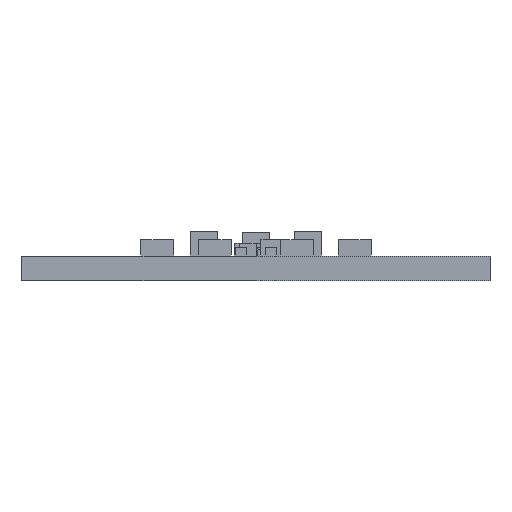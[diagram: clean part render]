
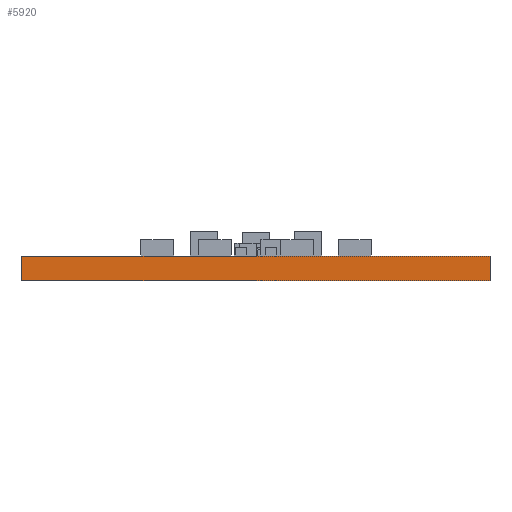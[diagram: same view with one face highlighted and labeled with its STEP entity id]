
A CAD part, front view. The second image highlights one B-rep face of the part: STEP entity #5920.
In plain terms, the highlighted planar face has unit normal (0, -1, 0).
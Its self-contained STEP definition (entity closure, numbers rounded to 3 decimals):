
#538=FACE_OUTER_BOUND('',#898,.T.);
#898=EDGE_LOOP('',(#5350,#5351,#5352,#5353));
#1322=LINE('',#8504,#2020);
#1731=LINE('',#9462,#2429);
#1736=LINE('',#9471,#2434);
#1737=LINE('',#9473,#2435);
#2020=VECTOR('',#6941,10.);
#2429=VECTOR('',#7824,10.);
#2434=VECTOR('',#7833,10.);
#2435=VECTOR('',#7836,10.);
#2656=VERTEX_POINT('',#8502);
#2657=VERTEX_POINT('',#8503);
#2968=VERTEX_POINT('',#9459);
#2971=VERTEX_POINT('',#9469);
#3298=EDGE_CURVE('',#2656,#2657,#1322,.T.);
#3771=EDGE_CURVE('',#2968,#2656,#1731,.T.);
#3776=EDGE_CURVE('',#2971,#2657,#1736,.T.);
#3777=EDGE_CURVE('',#2971,#2968,#1737,.T.);
#5350=ORIENTED_EDGE('',*,*,#3777,.F.);
#5351=ORIENTED_EDGE('',*,*,#3776,.T.);
#5352=ORIENTED_EDGE('',*,*,#3298,.F.);
#5353=ORIENTED_EDGE('',*,*,#3771,.F.);
#5627=PLANE('',#6335);
#5920=ADVANCED_FACE('',(#538),#5627,.T.);
#6335=AXIS2_PLACEMENT_3D('',#9472,#7834,#7835);
#6941=DIRECTION('',(1.,0.,0.));
#7824=DIRECTION('',(0.,0.,1.));
#7833=DIRECTION('',(0.,0.,1.));
#7834=DIRECTION('center_axis',(0.,-1.,0.));
#7835=DIRECTION('ref_axis',(1.,0.,0.));
#7836=DIRECTION('',(-1.,0.,0.));
#8502=CARTESIAN_POINT('',(-14.2,-17.35,1.5));
#8503=CARTESIAN_POINT('',(14.2,-17.35,1.5));
#8504=CARTESIAN_POINT('',(14.2,-17.35,1.5));
#9459=CARTESIAN_POINT('',(-14.2,-17.35,0.));
#9462=CARTESIAN_POINT('',(-14.2,-17.35,0.));
#9469=CARTESIAN_POINT('',(14.2,-17.35,0.));
#9471=CARTESIAN_POINT('',(14.2,-17.35,0.));
#9472=CARTESIAN_POINT('Origin',(-14.2,-17.35,0.));
#9473=CARTESIAN_POINT('',(14.2,-17.35,0.));
